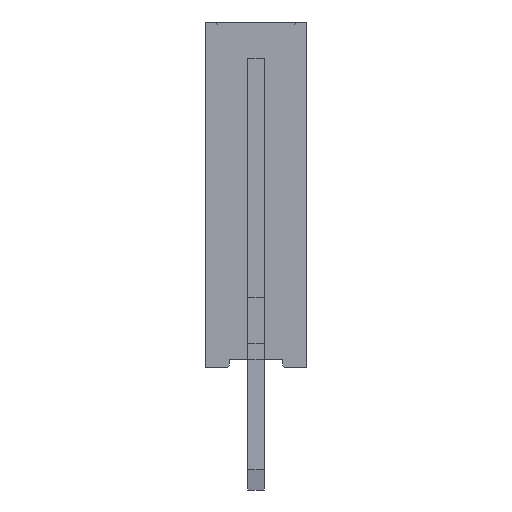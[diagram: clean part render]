
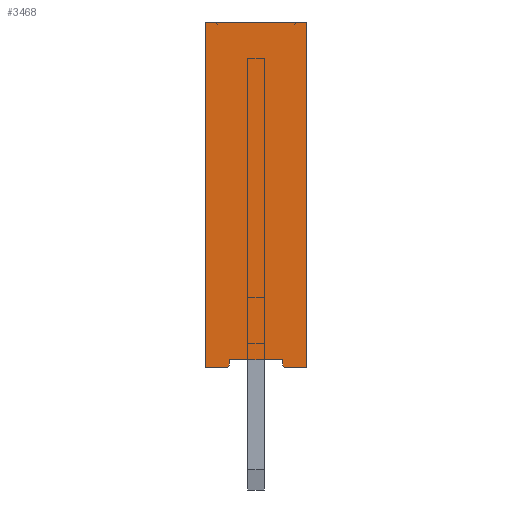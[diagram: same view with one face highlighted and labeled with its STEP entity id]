
A CAD part, front view. The second image highlights one B-rep face of the part: STEP entity #3468.
In plain terms, the highlighted planar face has unit normal (0, -1, 0).
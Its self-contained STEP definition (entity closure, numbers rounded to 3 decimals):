
#1056 = VERTEX_POINT('',#1057);
#1057 = CARTESIAN_POINT('',(-1.25,-80.01,0.));
#1063 = EDGE_CURVE('',#1064,#1056,#1066,.T.);
#1064 = VERTEX_POINT('',#1065);
#1065 = CARTESIAN_POINT('',(-0.75,-80.01,0.));
#1066 = LINE('',#1067,#1068);
#1067 = CARTESIAN_POINT('',(1.25,-80.01,0.));
#1068 = VECTOR('',#1069,1.);
#1069 = DIRECTION('',(-1.,0.,0.));
#1087 = EDGE_CURVE('',#1088,#1064,#1090,.T.);
#1088 = VERTEX_POINT('',#1089);
#1089 = CARTESIAN_POINT('',(-0.65,-80.01,0.1));
#1090 = CIRCLE('',#1091,0.1);
#1091 = AXIS2_PLACEMENT_3D('',#1092,#1093,#1094);
#1092 = CARTESIAN_POINT('',(-0.75,-80.01,0.1));
#1093 = DIRECTION('',(-0.,1.,0.));
#1094 = DIRECTION('',(1.,0.,0.));
#1112 = VERTEX_POINT('',#1113);
#1113 = CARTESIAN_POINT('',(-0.65,-80.01,0.2));
#1119 = EDGE_CURVE('',#1088,#1112,#1120,.T.);
#1120 = LINE('',#1121,#1122);
#1121 = CARTESIAN_POINT('',(-0.65,-80.01,0.1));
#1122 = VECTOR('',#1123,1.);
#1123 = DIRECTION('',(0.,0.,1.));
#1136 = VERTEX_POINT('',#1137);
#1137 = CARTESIAN_POINT('',(0.65,-80.01,0.2));
#1143 = EDGE_CURVE('',#1112,#1136,#1144,.T.);
#1144 = LINE('',#1145,#1146);
#1145 = CARTESIAN_POINT('',(0.95,-80.01,0.2));
#1146 = VECTOR('',#1147,1.);
#1147 = DIRECTION('',(1.,0.,0.));
#2248 = VERTEX_POINT('',#2249);
#2249 = CARTESIAN_POINT('',(0.65,-80.01,0.1));
#2255 = EDGE_CURVE('',#1136,#2248,#2256,.T.);
#2256 = LINE('',#2257,#2258);
#2257 = CARTESIAN_POINT('',(0.65,-80.01,0.05));
#2258 = VECTOR('',#2259,1.);
#2259 = DIRECTION('',(-0.,-0.,-1.));
#2272 = EDGE_CURVE('',#2273,#2248,#2275,.T.);
#2273 = VERTEX_POINT('',#2274);
#2274 = CARTESIAN_POINT('',(0.75,-80.01,0.));
#2275 = CIRCLE('',#2276,0.1);
#2276 = AXIS2_PLACEMENT_3D('',#2277,#2278,#2279);
#2277 = CARTESIAN_POINT('',(0.75,-80.01,0.1));
#2278 = DIRECTION('',(-0.,1.,0.));
#2279 = DIRECTION('',(1.,0.,0.));
#2297 = EDGE_CURVE('',#2298,#2273,#2300,.T.);
#2298 = VERTEX_POINT('',#2299);
#2299 = CARTESIAN_POINT('',(1.25,-80.01,0.));
#2300 = LINE('',#2301,#2302);
#2301 = CARTESIAN_POINT('',(1.25,-80.01,0.));
#2302 = VECTOR('',#2303,1.);
#2303 = DIRECTION('',(-1.,0.,0.));
#2321 = VERTEX_POINT('',#2322);
#2322 = CARTESIAN_POINT('',(1.25,-80.01,8.5));
#2328 = EDGE_CURVE('',#2298,#2321,#2329,.T.);
#2329 = LINE('',#2330,#2331);
#2330 = CARTESIAN_POINT('',(1.25,-80.01,0.));
#2331 = VECTOR('',#2332,1.);
#2332 = DIRECTION('',(0.,0.,1.));
#2345 = VERTEX_POINT('',#2346);
#2346 = CARTESIAN_POINT('',(-1.25,-80.01,8.5));
#2352 = EDGE_CURVE('',#2321,#2345,#2353,.T.);
#2353 = LINE('',#2354,#2355);
#2354 = CARTESIAN_POINT('',(1.25,-80.01,8.5));
#2355 = VECTOR('',#2356,1.);
#2356 = DIRECTION('',(-1.,0.,0.));
#3455 = EDGE_CURVE('',#1056,#2345,#3456,.T.);
#3456 = LINE('',#3457,#3458);
#3457 = CARTESIAN_POINT('',(-1.25,-80.01,0.));
#3458 = VECTOR('',#3459,1.);
#3459 = DIRECTION('',(0.,0.,1.));
#3468 = ADVANCED_FACE('',(#3469),#3481,.T.);
#3469 = FACE_BOUND('',#3470,.T.);
#3470 = EDGE_LOOP('',(#3471,#3472,#3473,#3474,#3475,#3476,#3477,#3478,
    #3479,#3480));
#3471 = ORIENTED_EDGE('',*,*,#2297,.F.);
#3472 = ORIENTED_EDGE('',*,*,#2328,.T.);
#3473 = ORIENTED_EDGE('',*,*,#2352,.T.);
#3474 = ORIENTED_EDGE('',*,*,#3455,.F.);
#3475 = ORIENTED_EDGE('',*,*,#1063,.F.);
#3476 = ORIENTED_EDGE('',*,*,#1087,.F.);
#3477 = ORIENTED_EDGE('',*,*,#1119,.T.);
#3478 = ORIENTED_EDGE('',*,*,#1143,.T.);
#3479 = ORIENTED_EDGE('',*,*,#2255,.T.);
#3480 = ORIENTED_EDGE('',*,*,#2272,.F.);
#3481 = PLANE('',#3482);
#3482 = AXIS2_PLACEMENT_3D('',#3483,#3484,#3485);
#3483 = CARTESIAN_POINT('',(1.25,-80.01,0.));
#3484 = DIRECTION('',(0.,-1.,0.));
#3485 = DIRECTION('',(-1.,0.,0.));
